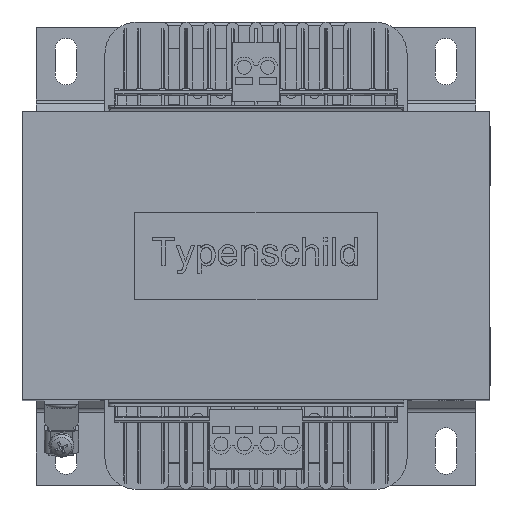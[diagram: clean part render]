
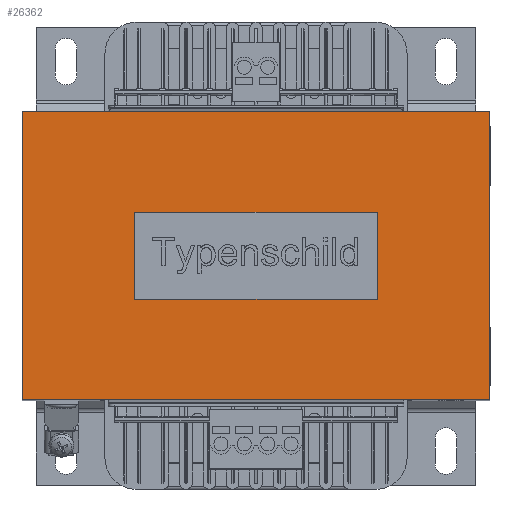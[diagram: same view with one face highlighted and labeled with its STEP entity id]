
A CAD part, top view. The second image highlights one B-rep face of the part: STEP entity #26362.
In plain terms, the highlighted planar face has unit normal (0, 0, 1).
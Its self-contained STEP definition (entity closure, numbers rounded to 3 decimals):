
#465=FACE_BOUND('',#3377,.T.);
#2012=FACE_OUTER_BOUND('',#3376,.T.);
#3376=EDGE_LOOP('',(#21427,#21428,#21429,#21430));
#3377=EDGE_LOOP('',(#21431,#21432,#21433,#21434));
#6505=LINE('',#42280,#9088);
#6520=LINE('',#42323,#9103);
#6521=LINE('',#42324,#9104);
#6522=LINE('',#42325,#9105);
#6523=LINE('',#42328,#9106);
#6524=LINE('',#42330,#9107);
#6525=LINE('',#42332,#9108);
#6526=LINE('',#42333,#9109);
#9088=VECTOR('',#34351,10.);
#9103=VECTOR('',#34380,10.);
#9104=VECTOR('',#34381,10.);
#9105=VECTOR('',#34382,10.);
#9106=VECTOR('',#34383,10.);
#9107=VECTOR('',#34384,10.);
#9108=VECTOR('',#34385,10.);
#9109=VECTOR('',#34386,10.);
#11452=VERTEX_POINT('',#42276);
#11454=VERTEX_POINT('',#42279);
#11474=VERTEX_POINT('',#42321);
#11475=VERTEX_POINT('',#42322);
#11476=VERTEX_POINT('',#42326);
#11477=VERTEX_POINT('',#42327);
#11478=VERTEX_POINT('',#42329);
#11479=VERTEX_POINT('',#42331);
#14875=EDGE_CURVE('',#11454,#11452,#6505,.T.);
#14896=EDGE_CURVE('',#11474,#11475,#6520,.T.);
#14897=EDGE_CURVE('',#11475,#11454,#6521,.T.);
#14898=EDGE_CURVE('',#11452,#11474,#6522,.T.);
#14899=EDGE_CURVE('',#11476,#11477,#6523,.T.);
#14900=EDGE_CURVE('',#11478,#11476,#6524,.T.);
#14901=EDGE_CURVE('',#11479,#11478,#6525,.T.);
#14902=EDGE_CURVE('',#11477,#11479,#6526,.T.);
#21427=ORIENTED_EDGE('',*,*,#14896,.T.);
#21428=ORIENTED_EDGE('',*,*,#14897,.T.);
#21429=ORIENTED_EDGE('',*,*,#14875,.T.);
#21430=ORIENTED_EDGE('',*,*,#14898,.T.);
#21431=ORIENTED_EDGE('',*,*,#14899,.F.);
#21432=ORIENTED_EDGE('',*,*,#14900,.F.);
#21433=ORIENTED_EDGE('',*,*,#14901,.F.);
#21434=ORIENTED_EDGE('',*,*,#14902,.F.);
#23839=PLANE('',#28474);
#26362=ADVANCED_FACE('',(#2012,#465),#23839,.T.);
#28474=AXIS2_PLACEMENT_3D('',#42320,#34378,#34379);
#34351=DIRECTION('',(1.,0.,0.));
#34378=DIRECTION('center_axis',(0.,0.,1.));
#34379=DIRECTION('ref_axis',(1.,0.,0.));
#34380=DIRECTION('',(-1.,0.,0.));
#34381=DIRECTION('',(0.,-1.,0.));
#34382=DIRECTION('',(0.,1.,0.));
#34383=DIRECTION('',(0.,-1.,0.));
#34384=DIRECTION('',(-1.,0.,0.));
#34385=DIRECTION('',(0.,1.,0.));
#34386=DIRECTION('',(1.,0.,0.));
#42276=CARTESIAN_POINT('',(75.,-46.3,62.5));
#42279=CARTESIAN_POINT('',(-75.,-46.3,62.5));
#42280=CARTESIAN_POINT('',(75.,-46.3,62.5));
#42320=CARTESIAN_POINT('Origin',(75.,0.,62.5));
#42321=CARTESIAN_POINT('',(75.,46.3,62.5));
#42322=CARTESIAN_POINT('',(-75.,46.3,62.5));
#42323=CARTESIAN_POINT('',(75.,46.3,62.5));
#42324=CARTESIAN_POINT('',(-75.,0.,62.5));
#42325=CARTESIAN_POINT('',(75.,0.,62.5));
#42326=CARTESIAN_POINT('',(-39.,14.,62.5));
#42327=CARTESIAN_POINT('',(-39.,-14.,62.5));
#42328=CARTESIAN_POINT('',(-39.,14.,62.5));
#42329=CARTESIAN_POINT('',(39.,14.,62.5));
#42330=CARTESIAN_POINT('',(39.,14.,62.5));
#42331=CARTESIAN_POINT('',(39.,-14.,62.5));
#42332=CARTESIAN_POINT('',(39.,-14.,62.5));
#42333=CARTESIAN_POINT('',(-39.,-14.,62.5));
